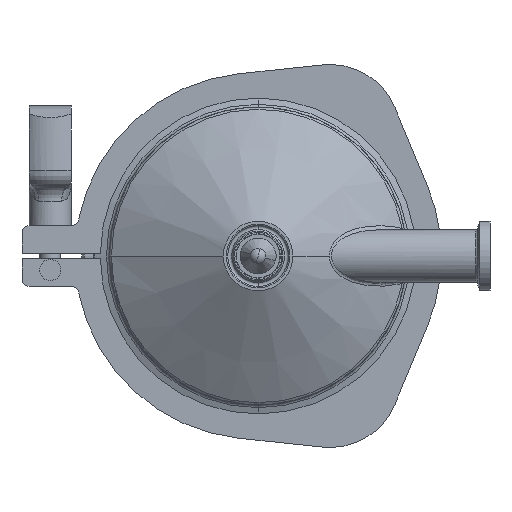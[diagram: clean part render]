
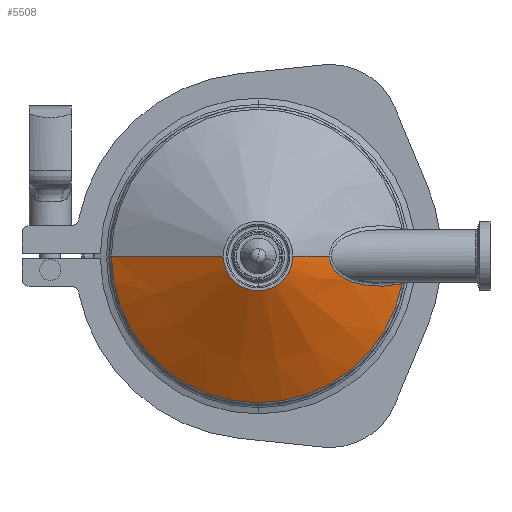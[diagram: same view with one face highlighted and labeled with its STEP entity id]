
A CAD part, front view. The second image highlights one B-rep face of the part: STEP entity #5508.
In plain terms, the highlighted conical face has half-angle 60 degrees and reference radius 10.312 mm.
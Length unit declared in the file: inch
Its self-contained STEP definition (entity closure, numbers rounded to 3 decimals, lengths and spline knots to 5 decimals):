
#116 = CARTESIAN_POINT ( 'NONE',  ( 0., -0.7321, 0. ) ) ;
#153 = VERTEX_POINT ( 'NONE', #715 ) ;
#294 = CARTESIAN_POINT ( 'NONE',  ( 1.41608, -0.11789, -0.3939 ) ) ;
#339 = CARTESIAN_POINT ( 'NONE',  ( 1.14323, -0.28906, -0.26433 ) ) ;
#568 = VERTEX_POINT ( 'NONE', #5860 ) ;
#679 = DIRECTION ( 'NONE',  ( -1., 0., 0. ) ) ;
#715 = CARTESIAN_POINT ( 'NONE',  ( 1.01013, -0.38331, 0. ) ) ;
#734 = ORIENTED_EDGE ( 'NONE', *, *, #1721, .F. ) ;
#909 = CARTESIAN_POINT ( 'NONE',  ( 1.2726, -0.20536, -0.34428 ) ) ;
#984 = CARTESIAN_POINT ( 'NONE',  ( 1.34343, -0.16163, -0.37234 ) ) ;
#1269 = VECTOR ( 'NONE', #3454, 39.37008 ) ;
#1463 = LINE ( 'NONE', #3584, #3180 ) ;
#1522 = CARTESIAN_POINT ( 'NONE',  ( 1.04242, -0.35936, -0.13923 ) ) ;
#1542 = CARTESIAN_POINT ( 'NONE',  ( 1.20547, -0.24804, -0.30897 ) ) ;
#1564 = CARTESIAN_POINT ( 'NONE',  ( 1.84262, 0.12523, -0.42508 ) ) ;
#1587 = EDGE_CURVE ( 'Defeatured_1_49+Defeatured_1_43+Defeatured_1_50+Defeatured_1_50', #6437, #153, #6535, .T. ) ;
#1598 = CARTESIAN_POINT ( 'NONE',  ( 1.31953, -0.17626, -0.36378 ) ) ;
#1626 = CARTESIAN_POINT ( 'NONE',  ( 1.01013, -0.38331, 0. ) ) ;
#1693 = FACE_OUTER_BOUND ( 'NONE', #2476, .T. ) ;
#1707 = CARTESIAN_POINT ( 'NONE',  ( -0.406, -0.7321, 0. ) ) ;
#1721 = EDGE_CURVE ( 'NONE', #7301, #153, #3269, .T. ) ;
#1797 = EDGE_CURVE ( 'NONE', #4781, #568, #1463, .T. ) ;
#1919 = DIRECTION ( 'NONE',  ( -1., 0., 0. ) ) ;
#2121 = CARTESIAN_POINT ( 'NONE',  ( 1.54036, -0.04494, -0.4186 ) ) ;
#2185 = CARTESIAN_POINT ( 'NONE',  ( 1.48997, -0.07418, -0.4108 ) ) ;
#2476 = EDGE_LOOP ( 'NONE', ( #734, #5895, #3784, #5917, #3016 ) ) ;
#2585 = CARTESIAN_POINT ( 'NONE',  ( 0., -0.7321, 0. ) ) ;
#2719 = CARTESIAN_POINT ( 'NONE',  ( 2.04432, 0.23525, -0.39167 ) ) ;
#2746 = CARTESIAN_POINT ( 'NONE',  ( 1.02632, -0.37119, -0.10018 ) ) ;
#2774 = CARTESIAN_POINT ( 'NONE',  ( 1.24975, -0.21974, -0.33341 ) ) ;
#2796 = CARTESIAN_POINT ( 'NONE',  ( 1.39168, -0.13247, -0.38739 ) ) ;
#2886 = AXIS2_PLACEMENT_3D ( 'NONE', #116, #3064, #1919 ) ;
#2893 = CARTESIAN_POINT ( 'NONE',  ( 0.406, -0.7321, 0. ) ) ;
#2927 = CIRCLE ( 'NONE', #7108, 0.406 ) ;
#3016 = ORIENTED_EDGE ( 'NONE', *, *, #1587, .T. ) ;
#3064 = DIRECTION ( 'NONE',  ( 0., 1., 0. ) ) ;
#3180 = VECTOR ( 'NONE', #7723, 39.37008 ) ;
#3269 = LINE ( 'NONE', #2893, #1269 ) ;
#3328 = CARTESIAN_POINT ( 'NONE',  ( 1.12368, -0.30226, -0.24709 ) ) ;
#3351 = CARTESIAN_POINT ( 'NONE',  ( 1.01841, -0.37708, -0.0727 ) ) ;
#3410 = CARTESIAN_POINT ( 'NONE',  ( 1.99393, 0.20799, -0.4038 ) ) ;
#3454 = DIRECTION ( 'NONE',  ( 0.866, 0.5, 0. ) ) ;
#3584 = CARTESIAN_POINT ( 'NONE',  ( -0.406, -0.7321, 0. ) ) ;
#3784 = ORIENTED_EDGE ( 'NONE', *, *, #1797, .T. ) ;
#3794 = DIRECTION ( 'NONE',  ( 0., 1., 0. ) ) ;
#3917 = CARTESIAN_POINT ( 'NONE',  ( 1.07016, -0.33936, -0.18745 ) ) ;
#3945 = CARTESIAN_POINT ( 'NONE',  ( 1.18405, -0.26197, -0.2954 ) ) ;
#3970 = CARTESIAN_POINT ( 'NONE',  ( 1.69136, 0.04105, -0.43009 ) ) ;
#3992 = CARTESIAN_POINT ( 'NONE',  ( 1.94349, 0.18055, -0.41271 ) ) ;
#4266 = CARTESIAN_POINT ( 'NONE',  ( 2.04432, 0.23525, -0.39167 ) ) ;
#4345 = AXIS2_PLACEMENT_3D ( 'NONE', #5217, #5804, #6400 ) ;
#4781 = VERTEX_POINT ( 'NONE', #1707 ) ;
#5078 = CONICAL_SURFACE ( 'NONE', #2886, 0.406, 1.047 ) ;
#5114 = CARTESIAN_POINT ( 'NONE',  ( 1.04891, -0.35464, -0.15179 ) ) ;
#5140 = CARTESIAN_POINT ( 'NONE',  ( 1.11414, -0.30877, -0.23791 ) ) ;
#5217 = CARTESIAN_POINT ( 'NONE',  ( 0., 0.23525, 0. ) ) ;
#5508 = ADVANCED_FACE ( 'Defeatured_1_49', ( #1693 ), #5078, .T. ) ;
#5733 = CARTESIAN_POINT ( 'NONE',  ( 1.01532, -0.3794, -0.05842 ) ) ;
#5756 = CARTESIAN_POINT ( 'NONE',  ( 1.79218, 0.09735, -0.42852 ) ) ;
#5804 = DIRECTION ( 'NONE',  ( 0., 1., 0. ) ) ;
#5860 = CARTESIAN_POINT ( 'NONE',  ( -2.0815, 0.23525, 0. ) ) ;
#5892 = EDGE_CURVE ( 'Defeatured_1_49+Defeatured_1_48+Defeatured_1_48+Defeatured_1_48', #7301, #4781, #2927, .T. ) ;
#5895 = ORIENTED_EDGE ( 'NONE', *, *, #5892, .T. ) ;
#5917 = ORIENTED_EDGE ( 'NONE', *, *, #7423, .F. ) ;
#6089 = CIRCLE ( 'NONE', #4345, 2.0815 ) ;
#6297 = CARTESIAN_POINT ( 'NONE',  ( 1.03115, -0.36762, -0.11347 ) ) ;
#6314 = CARTESIAN_POINT ( 'NONE',  ( 1.01116, -0.38253, -0.02921 ) ) ;
#6400 = DIRECTION ( 'NONE',  ( -1., 0., 0. ) ) ;
#6437 = VERTEX_POINT ( 'NONE', #4266 ) ;
#6535 = B_SPLINE_CURVE_WITH_KNOTS ( 'NONE', 3,
 ( #2719, #3410, #3992, #1564, #5756, #3970, #6842, #2121, #2185, #294, #2796, #984, #1598, #909, #2774, #1542, #3945, #6858, #339, #3328, #5140, #7477, #3917, #5114, #1522, #6297, #2746, #3351, #5733, #6314, #6911, #1626 ),
 .UNSPECIFIED., .F., .F.,
 ( 4, 2, 2, 2, 2, 2, 2, 2, 2, 2, 2, 2, 2, 2, 2, 4 ),
 ( 0., 0.0044, 0.0088, 0.0132, 0.01759, 0.01979, 0.02199, 0.02419, 0.02639, 0.02749, 0.02859, 0.03079, 0.03189, 0.03299, 0.03409, 0.03519 ),
 .UNSPECIFIED. ) ;
#6842 = CARTESIAN_POINT ( 'NONE',  ( 1.64098, 0.01263, -0.42822 ) ) ;
#6858 = CARTESIAN_POINT ( 'NONE',  ( 1.15326, -0.28235, -0.27243 ) ) ;
#6874 = CARTESIAN_POINT ( 'NONE',  ( 0.406, -0.7321, 0. ) ) ;
#6911 = CARTESIAN_POINT ( 'NONE',  ( 1.01013, -0.38331, -0.0146 ) ) ;
#7108 = AXIS2_PLACEMENT_3D ( 'NONE', #2585, #3794, #679 ) ;
#7301 = VERTEX_POINT ( 'NONE', #6874 ) ;
#7423 = EDGE_CURVE ( 'Defeatured_1_50+Defeatured_1_49+Defeatured_1_45+Defeatured_1_42', #6437, #568, #6089, .T. ) ;
#7477 = CARTESIAN_POINT ( 'NONE',  ( 1.08666, -0.32771, -0.20874 ) ) ;
#7723 = DIRECTION ( 'NONE',  ( -0.866, 0.5, 0. ) ) ;
